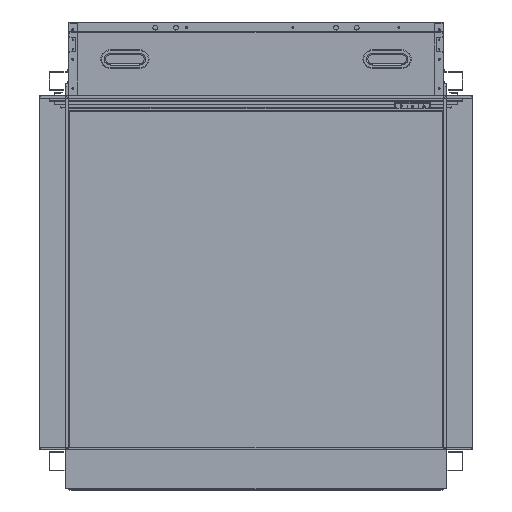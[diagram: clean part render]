
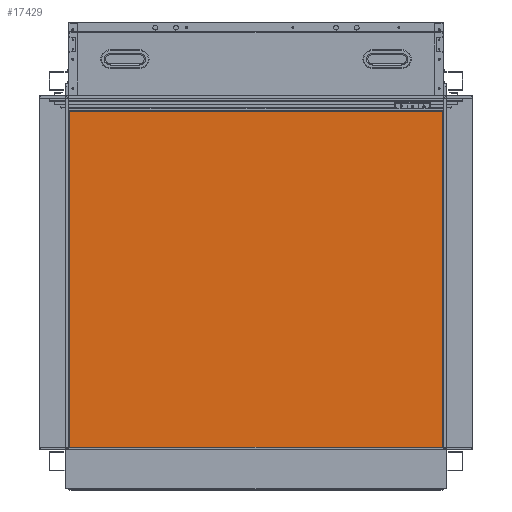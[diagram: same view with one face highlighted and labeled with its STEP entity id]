
A CAD part, top view. The second image highlights one B-rep face of the part: STEP entity #17429.
In plain terms, the highlighted planar face has unit normal (0, 0, 1).
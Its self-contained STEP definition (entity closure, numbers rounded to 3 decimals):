
#1421 = DIRECTION ( 'NONE',  ( 0., -1., 0. ) ) ;
#2031 = CARTESIAN_POINT ( 'NONE',  ( 380., 77.5, 407.329 ) ) ;
#2643 = CARTESIAN_POINT ( 'NONE',  ( 0., 770.7, 407.329 ) ) ;
#2852 = VECTOR ( 'NONE', #52365, 1000. ) ;
#3033 = DIRECTION ( 'NONE',  ( -1., 0., 0. ) ) ;
#3135 = EDGE_CURVE ( 'NONE', #11461, #41938, #7931, .T. ) ;
#3672 = CARTESIAN_POINT ( 'NONE',  ( 0., 77.5, 407.329 ) ) ;
#7931 = LINE ( 'NONE', #3672, #33625 ) ;
#9033 = DIRECTION ( 'NONE',  ( 0., 0., -1. ) ) ;
#11327 = CARTESIAN_POINT ( 'NONE',  ( -380., 770.7, 407.329 ) ) ;
#11461 = VERTEX_POINT ( 'NONE', #2031 ) ;
#11827 = CARTESIAN_POINT ( 'NONE',  ( 380., 76.5, 407.329 ) ) ;
#12652 = ORIENTED_EDGE ( 'NONE', *, *, #55469, .F. ) ;
#13904 = ORIENTED_EDGE ( 'NONE', *, *, #35741, .F. ) ;
#14573 = DIRECTION ( 'NONE',  ( -1., 0., 0. ) ) ;
#15556 = FACE_OUTER_BOUND ( 'NONE', #63271, .T. ) ;
#17429 = ADVANCED_FACE ( 'NONE', ( #15556 ), #58424, .F. ) ;
#19151 = ORIENTED_EDGE ( 'NONE', *, *, #3135, .F. ) ;
#29786 = VERTEX_POINT ( 'NONE', #11327 ) ;
#31970 = LINE ( 'NONE', #11827, #63002 ) ;
#32541 = LINE ( 'NONE', #2643, #2852 ) ;
#33625 = VECTOR ( 'NONE', #3033, 1000. ) ;
#34868 = AXIS2_PLACEMENT_3D ( 'NONE', #53202, #9033, #14573 ) ;
#35741 = EDGE_CURVE ( 'NONE', #29786, #39796, #32541, .T. ) ;
#39796 = VERTEX_POINT ( 'NONE', #56669 ) ;
#40453 = ORIENTED_EDGE ( 'NONE', *, *, #51091, .F. ) ;
#41938 = VERTEX_POINT ( 'NONE', #49333 ) ;
#43924 = DIRECTION ( 'NONE',  ( 0., 1., 0. ) ) ;
#49333 = CARTESIAN_POINT ( 'NONE',  ( -380., 77.5, 407.329 ) ) ;
#51091 = EDGE_CURVE ( 'NONE', #39796, #11461, #31970, .T. ) ;
#52365 = DIRECTION ( 'NONE',  ( 1., 0., 0. ) ) ;
#53202 = CARTESIAN_POINT ( 'NONE',  ( 0., 76.5, 407.329 ) ) ;
#53696 = LINE ( 'NONE', #62822, #55653 ) ;
#55469 = EDGE_CURVE ( 'NONE', #41938, #29786, #53696, .T. ) ;
#55653 = VECTOR ( 'NONE', #43924, 1000. ) ;
#56669 = CARTESIAN_POINT ( 'NONE',  ( 380., 770.7, 407.329 ) ) ;
#58424 = PLANE ( 'NONE',  #34868 ) ;
#62822 = CARTESIAN_POINT ( 'NONE',  ( -380., 76.5, 407.329 ) ) ;
#63002 = VECTOR ( 'NONE', #1421, 1000. ) ;
#63271 = EDGE_LOOP ( 'NONE', ( #19151, #40453, #13904, #12652 ) ) ;
